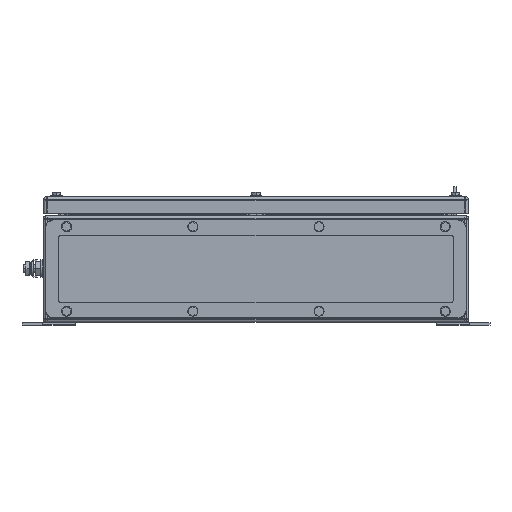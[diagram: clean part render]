
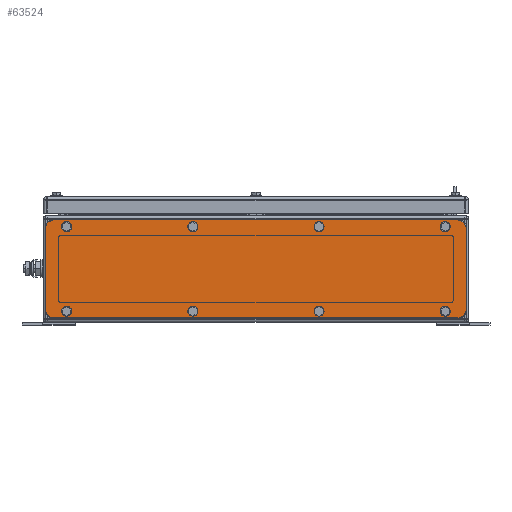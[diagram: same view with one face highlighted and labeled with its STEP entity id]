
A CAD part, front view. The second image highlights one B-rep face of the part: STEP entity #63524.
In plain terms, the highlighted planar face has unit normal (0, -1, 0).
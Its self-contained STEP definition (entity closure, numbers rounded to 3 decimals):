
#63024=AXIS2_PLACEMENT_3D('Circle Axis2P3D',#63022,#63023,$) ;
#63050=AXIS2_PLACEMENT_3D('Circle Axis2P3D',#63048,#63049,$) ;
#63081=AXIS2_PLACEMENT_3D('Circle Axis2P3D',#63079,#63080,$) ;
#63107=AXIS2_PLACEMENT_3D('Circle Axis2P3D',#63105,#63106,$) ;
#63138=AXIS2_PLACEMENT_3D('Circle Axis2P3D',#63136,#63137,$) ;
#63164=AXIS2_PLACEMENT_3D('Circle Axis2P3D',#63162,#63163,$) ;
#63195=AXIS2_PLACEMENT_3D('Circle Axis2P3D',#63193,#63194,$) ;
#63221=AXIS2_PLACEMENT_3D('Circle Axis2P3D',#63219,#63220,$) ;
#63252=AXIS2_PLACEMENT_3D('Circle Axis2P3D',#63250,#63251,$) ;
#63278=AXIS2_PLACEMENT_3D('Circle Axis2P3D',#63276,#63277,$) ;
#63309=AXIS2_PLACEMENT_3D('Circle Axis2P3D',#63307,#63308,$) ;
#63335=AXIS2_PLACEMENT_3D('Circle Axis2P3D',#63333,#63334,$) ;
#63366=AXIS2_PLACEMENT_3D('Circle Axis2P3D',#63364,#63365,$) ;
#63392=AXIS2_PLACEMENT_3D('Circle Axis2P3D',#63390,#63391,$) ;
#63410=AXIS2_PLACEMENT_3D('Plane Axis2P3D',#63407,#63408,#63409) ;
#63423=AXIS2_PLACEMENT_3D('Circle Axis2P3D',#63421,#63422,$) ;
#63437=AXIS2_PLACEMENT_3D('Circle Axis2P3D',#63435,#63436,$) ;
#63451=AXIS2_PLACEMENT_3D('Circle Axis2P3D',#63449,#63450,$) ;
#63465=AXIS2_PLACEMENT_3D('Circle Axis2P3D',#63463,#63464,$) ;
#63480=AXIS2_PLACEMENT_3D('Circle Axis2P3D',#63478,#63479,$) ;
#63489=AXIS2_PLACEMENT_3D('Circle Axis2P3D',#63487,#63488,$) ;
#63017=CARTESIAN_POINT('Vertex',(56.472,5.,119.178)) ;
#63022=CARTESIAN_POINT('Axis2P3D Location',(53.4,5.,117.5)) ;
#63026=CARTESIAN_POINT('Vertex',(50.328,5.,115.822)) ;
#63048=CARTESIAN_POINT('Axis2P3D Location',(53.4,5.,117.5)) ;
#63074=CARTESIAN_POINT('Vertex',(207.172,5.,18.178)) ;
#63079=CARTESIAN_POINT('Axis2P3D Location',(204.1,5.,16.5)) ;
#63083=CARTESIAN_POINT('Vertex',(201.028,5.,14.822)) ;
#63105=CARTESIAN_POINT('Axis2P3D Location',(204.1,5.,16.5)) ;
#63131=CARTESIAN_POINT('Vertex',(207.172,5.,119.178)) ;
#63136=CARTESIAN_POINT('Axis2P3D Location',(204.1,5.,117.5)) ;
#63140=CARTESIAN_POINT('Vertex',(201.028,5.,115.822)) ;
#63162=CARTESIAN_POINT('Axis2P3D Location',(204.1,5.,117.5)) ;
#63188=CARTESIAN_POINT('Vertex',(357.872,5.,18.178)) ;
#63193=CARTESIAN_POINT('Axis2P3D Location',(354.8,5.,16.5)) ;
#63197=CARTESIAN_POINT('Vertex',(351.728,5.,14.822)) ;
#63219=CARTESIAN_POINT('Axis2P3D Location',(354.8,5.,16.5)) ;
#63245=CARTESIAN_POINT('Vertex',(357.872,5.,119.178)) ;
#63250=CARTESIAN_POINT('Axis2P3D Location',(354.8,5.,117.5)) ;
#63254=CARTESIAN_POINT('Vertex',(351.728,5.,115.822)) ;
#63276=CARTESIAN_POINT('Axis2P3D Location',(354.8,5.,117.5)) ;
#63302=CARTESIAN_POINT('Vertex',(508.572,5.,18.178)) ;
#63307=CARTESIAN_POINT('Axis2P3D Location',(505.5,5.,16.5)) ;
#63311=CARTESIAN_POINT('Vertex',(502.428,5.,14.822)) ;
#63333=CARTESIAN_POINT('Axis2P3D Location',(505.5,5.,16.5)) ;
#63359=CARTESIAN_POINT('Vertex',(508.572,5.,119.178)) ;
#63364=CARTESIAN_POINT('Axis2P3D Location',(505.5,5.,117.5)) ;
#63368=CARTESIAN_POINT('Vertex',(502.428,5.,115.822)) ;
#63390=CARTESIAN_POINT('Axis2P3D Location',(505.5,5.,117.5)) ;
#63407=CARTESIAN_POINT('Axis2P3D Location',(279.4,5.,67.)) ;
#63412=CARTESIAN_POINT('Line Origine',(279.4,5.,8.5)) ;
#63416=CARTESIAN_POINT('Vertex',(520.4,5.,8.5)) ;
#63418=CARTESIAN_POINT('Vertex',(38.4,5.,8.5)) ;
#63421=CARTESIAN_POINT('Axis2P3D Location',(520.4,5.,18.5)) ;
#63425=CARTESIAN_POINT('Vertex',(530.4,5.,18.5)) ;
#63428=CARTESIAN_POINT('Line Origine',(530.4,5.,67.)) ;
#63432=CARTESIAN_POINT('Vertex',(530.4,5.,115.5)) ;
#63435=CARTESIAN_POINT('Axis2P3D Location',(520.4,5.,115.5)) ;
#63439=CARTESIAN_POINT('Vertex',(520.4,5.,125.5)) ;
#63442=CARTESIAN_POINT('Line Origine',(279.4,5.,125.5)) ;
#63446=CARTESIAN_POINT('Vertex',(38.4,5.,125.5)) ;
#63449=CARTESIAN_POINT('Axis2P3D Location',(38.4,5.,115.5)) ;
#63453=CARTESIAN_POINT('Vertex',(28.4,5.,115.5)) ;
#63456=CARTESIAN_POINT('Line Origine',(28.4,5.,67.)) ;
#63460=CARTESIAN_POINT('Vertex',(28.4,5.,18.5)) ;
#63463=CARTESIAN_POINT('Axis2P3D Location',(38.4,5.,18.5)) ;
#63478=CARTESIAN_POINT('Axis2P3D Location',(53.4,5.,16.5)) ;
#63482=CARTESIAN_POINT('Vertex',(50.328,5.,14.822)) ;
#63484=CARTESIAN_POINT('Vertex',(56.472,5.,18.178)) ;
#63487=CARTESIAN_POINT('Axis2P3D Location',(53.4,5.,16.5)) ;
#63023=DIRECTION('Axis2P3D Direction',(0.,-1.,0.)) ;
#63049=DIRECTION('Axis2P3D Direction',(0.,-1.,0.)) ;
#63080=DIRECTION('Axis2P3D Direction',(0.,-1.,0.)) ;
#63106=DIRECTION('Axis2P3D Direction',(0.,-1.,0.)) ;
#63137=DIRECTION('Axis2P3D Direction',(0.,-1.,0.)) ;
#63163=DIRECTION('Axis2P3D Direction',(0.,-1.,0.)) ;
#63194=DIRECTION('Axis2P3D Direction',(0.,-1.,0.)) ;
#63220=DIRECTION('Axis2P3D Direction',(0.,-1.,0.)) ;
#63251=DIRECTION('Axis2P3D Direction',(0.,-1.,0.)) ;
#63277=DIRECTION('Axis2P3D Direction',(0.,-1.,0.)) ;
#63308=DIRECTION('Axis2P3D Direction',(0.,-1.,0.)) ;
#63334=DIRECTION('Axis2P3D Direction',(0.,-1.,0.)) ;
#63365=DIRECTION('Axis2P3D Direction',(0.,-1.,0.)) ;
#63391=DIRECTION('Axis2P3D Direction',(0.,-1.,0.)) ;
#63408=DIRECTION('Axis2P3D Direction',(0.,-1.,0.)) ;
#63409=DIRECTION('Axis2P3D XDirection',(1.,0.,0.)) ;
#63413=DIRECTION('Vector Direction',(-1.,0.,0.)) ;
#63422=DIRECTION('Axis2P3D Direction',(0.,-1.,0.)) ;
#63429=DIRECTION('Vector Direction',(0.,0.,-1.)) ;
#63436=DIRECTION('Axis2P3D Direction',(0.,-1.,0.)) ;
#63443=DIRECTION('Vector Direction',(1.,0.,0.)) ;
#63450=DIRECTION('Axis2P3D Direction',(0.,-1.,0.)) ;
#63457=DIRECTION('Vector Direction',(0.,0.,1.)) ;
#63464=DIRECTION('Axis2P3D Direction',(0.,-1.,0.)) ;
#63479=DIRECTION('Axis2P3D Direction',(0.,-1.,0.)) ;
#63488=DIRECTION('Axis2P3D Direction',(0.,-1.,0.)) ;
#63414=VECTOR('Line Direction',#63413,1.) ;
#63430=VECTOR('Line Direction',#63429,1.) ;
#63444=VECTOR('Line Direction',#63443,1.) ;
#63458=VECTOR('Line Direction',#63457,1.) ;
#63469=ORIENTED_EDGE('',*,*,#63420,.F.) ;
#63470=ORIENTED_EDGE('',*,*,#63427,.F.) ;
#63471=ORIENTED_EDGE('',*,*,#63434,.F.) ;
#63472=ORIENTED_EDGE('',*,*,#63441,.F.) ;
#63473=ORIENTED_EDGE('',*,*,#63448,.F.) ;
#63474=ORIENTED_EDGE('',*,*,#63455,.F.) ;
#63475=ORIENTED_EDGE('',*,*,#63462,.F.) ;
#63476=ORIENTED_EDGE('',*,*,#63467,.F.) ;
#63493=ORIENTED_EDGE('',*,*,#63486,.F.) ;
#63494=ORIENTED_EDGE('',*,*,#63491,.F.) ;
#63497=ORIENTED_EDGE('',*,*,#63028,.F.) ;
#63498=ORIENTED_EDGE('',*,*,#63052,.F.) ;
#63501=ORIENTED_EDGE('',*,*,#63085,.F.) ;
#63502=ORIENTED_EDGE('',*,*,#63109,.F.) ;
#63505=ORIENTED_EDGE('',*,*,#63142,.F.) ;
#63506=ORIENTED_EDGE('',*,*,#63166,.F.) ;
#63509=ORIENTED_EDGE('',*,*,#63199,.F.) ;
#63510=ORIENTED_EDGE('',*,*,#63223,.F.) ;
#63513=ORIENTED_EDGE('',*,*,#63256,.F.) ;
#63514=ORIENTED_EDGE('',*,*,#63280,.F.) ;
#63517=ORIENTED_EDGE('',*,*,#63313,.F.) ;
#63518=ORIENTED_EDGE('',*,*,#63337,.F.) ;
#63521=ORIENTED_EDGE('',*,*,#63370,.F.) ;
#63522=ORIENTED_EDGE('',*,*,#63394,.F.) ;
#63495=FACE_BOUND('',#63492,.T.) ;
#63499=FACE_BOUND('',#63496,.T.) ;
#63503=FACE_BOUND('',#63500,.T.) ;
#63507=FACE_BOUND('',#63504,.T.) ;
#63511=FACE_BOUND('',#63508,.T.) ;
#63515=FACE_BOUND('',#63512,.T.) ;
#63519=FACE_BOUND('',#63516,.T.) ;
#63523=FACE_BOUND('',#63520,.T.) ;
#63524=ADVANCED_FACE('ZUB_KTB_MH_765015_2GP_AllCATPart.2\\ZUB_GP_KTB_762x508x150_AB.2\\GP_KTB_762x508x150_AB\\AB',(#63477,#63495,#63499,#63503,#63507,#63511,#63515,#63519,#63523),#63411,.T.) ;
#63025=CIRCLE('generated circle',#63024,3.5) ;
#63051=CIRCLE('generated circle',#63050,3.5) ;
#63082=CIRCLE('generated circle',#63081,3.5) ;
#63108=CIRCLE('generated circle',#63107,3.5) ;
#63139=CIRCLE('generated circle',#63138,3.5) ;
#63165=CIRCLE('generated circle',#63164,3.5) ;
#63196=CIRCLE('generated circle',#63195,3.5) ;
#63222=CIRCLE('generated circle',#63221,3.5) ;
#63253=CIRCLE('generated circle',#63252,3.5) ;
#63279=CIRCLE('generated circle',#63278,3.5) ;
#63310=CIRCLE('generated circle',#63309,3.5) ;
#63336=CIRCLE('generated circle',#63335,3.5) ;
#63367=CIRCLE('generated circle',#63366,3.5) ;
#63393=CIRCLE('generated circle',#63392,3.5) ;
#63424=CIRCLE('generated circle',#63423,10.) ;
#63438=CIRCLE('generated circle',#63437,10.) ;
#63452=CIRCLE('generated circle',#63451,10.) ;
#63466=CIRCLE('generated circle',#63465,10.) ;
#63481=CIRCLE('generated circle',#63480,3.5) ;
#63490=CIRCLE('generated circle',#63489,3.5) ;
#63028=EDGE_CURVE('',#63018,#63027,#63025,.T.) ;
#63052=EDGE_CURVE('',#63027,#63018,#63051,.T.) ;
#63085=EDGE_CURVE('',#63075,#63084,#63082,.T.) ;
#63109=EDGE_CURVE('',#63084,#63075,#63108,.T.) ;
#63142=EDGE_CURVE('',#63132,#63141,#63139,.T.) ;
#63166=EDGE_CURVE('',#63141,#63132,#63165,.T.) ;
#63199=EDGE_CURVE('',#63189,#63198,#63196,.T.) ;
#63223=EDGE_CURVE('',#63198,#63189,#63222,.T.) ;
#63256=EDGE_CURVE('',#63246,#63255,#63253,.T.) ;
#63280=EDGE_CURVE('',#63255,#63246,#63279,.T.) ;
#63313=EDGE_CURVE('',#63303,#63312,#63310,.T.) ;
#63337=EDGE_CURVE('',#63312,#63303,#63336,.T.) ;
#63370=EDGE_CURVE('',#63360,#63369,#63367,.T.) ;
#63394=EDGE_CURVE('',#63369,#63360,#63393,.T.) ;
#63420=EDGE_CURVE('',#63417,#63419,#63415,.T.) ;
#63427=EDGE_CURVE('',#63426,#63417,#63424,.F.) ;
#63434=EDGE_CURVE('',#63433,#63426,#63431,.T.) ;
#63441=EDGE_CURVE('',#63440,#63433,#63438,.F.) ;
#63448=EDGE_CURVE('',#63447,#63440,#63445,.T.) ;
#63455=EDGE_CURVE('',#63454,#63447,#63452,.F.) ;
#63462=EDGE_CURVE('',#63461,#63454,#63459,.T.) ;
#63467=EDGE_CURVE('',#63419,#63461,#63466,.F.) ;
#63486=EDGE_CURVE('',#63483,#63485,#63481,.T.) ;
#63491=EDGE_CURVE('',#63485,#63483,#63490,.T.) ;
#63468=EDGE_LOOP('',(#63469,#63470,#63471,#63472,#63473,#63474,#63475,#63476)) ;
#63492=EDGE_LOOP('',(#63493,#63494)) ;
#63496=EDGE_LOOP('',(#63497,#63498)) ;
#63500=EDGE_LOOP('',(#63501,#63502)) ;
#63504=EDGE_LOOP('',(#63505,#63506)) ;
#63508=EDGE_LOOP('',(#63509,#63510)) ;
#63512=EDGE_LOOP('',(#63513,#63514)) ;
#63516=EDGE_LOOP('',(#63517,#63518)) ;
#63520=EDGE_LOOP('',(#63521,#63522)) ;
#63477=FACE_OUTER_BOUND('',#63468,.T.) ;
#63415=LINE('Line',#63412,#63414) ;
#63431=LINE('Line',#63428,#63430) ;
#63445=LINE('Line',#63442,#63444) ;
#63459=LINE('Line',#63456,#63458) ;
#63411=PLANE('',#63410) ;
#63018=VERTEX_POINT('',#63017) ;
#63027=VERTEX_POINT('',#63026) ;
#63075=VERTEX_POINT('',#63074) ;
#63084=VERTEX_POINT('',#63083) ;
#63132=VERTEX_POINT('',#63131) ;
#63141=VERTEX_POINT('',#63140) ;
#63189=VERTEX_POINT('',#63188) ;
#63198=VERTEX_POINT('',#63197) ;
#63246=VERTEX_POINT('',#63245) ;
#63255=VERTEX_POINT('',#63254) ;
#63303=VERTEX_POINT('',#63302) ;
#63312=VERTEX_POINT('',#63311) ;
#63360=VERTEX_POINT('',#63359) ;
#63369=VERTEX_POINT('',#63368) ;
#63417=VERTEX_POINT('',#63416) ;
#63419=VERTEX_POINT('',#63418) ;
#63426=VERTEX_POINT('',#63425) ;
#63433=VERTEX_POINT('',#63432) ;
#63440=VERTEX_POINT('',#63439) ;
#63447=VERTEX_POINT('',#63446) ;
#63454=VERTEX_POINT('',#63453) ;
#63461=VERTEX_POINT('',#63460) ;
#63483=VERTEX_POINT('',#63482) ;
#63485=VERTEX_POINT('',#63484) ;
